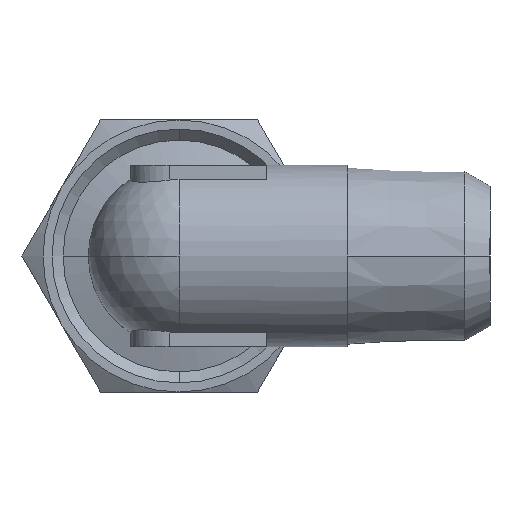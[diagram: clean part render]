
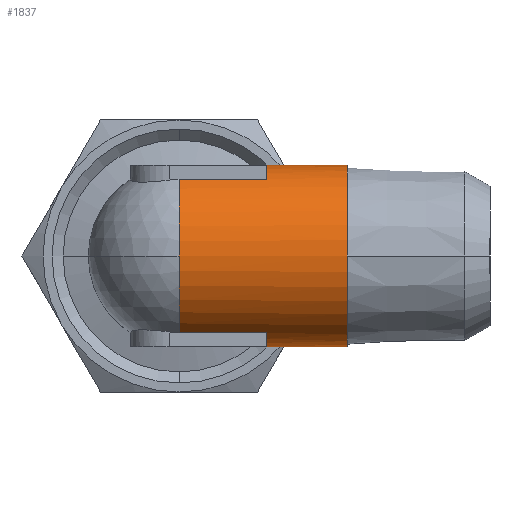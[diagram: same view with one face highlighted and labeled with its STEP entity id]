
A CAD part, left-side view. The second image highlights one B-rep face of the part: STEP entity #1837.
In plain terms, the highlighted cylindrical face has radius 7 mm (diameter 14 mm), a partial arc.
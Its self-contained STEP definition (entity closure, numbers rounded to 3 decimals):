
#8 = CARTESIAN_POINT ( 'NONE',  ( -3.75, 0., -5.911 ) ) ;
#28 = DIRECTION ( 'NONE',  ( 0., -1., 0. ) ) ;
#29 = CARTESIAN_POINT ( 'NONE',  ( 0., 14., 0. ) ) ;
#30 = DIRECTION ( 'NONE',  ( 0., 1., 0. ) ) ;
#31 = DIRECTION ( 'NONE',  ( 1., 0., 0. ) ) ;
#32 = CARTESIAN_POINT ( 'NONE',  ( -3.75, 0., 5.911 ) ) ;
#33 = DIRECTION ( 'NONE',  ( 0., 1., 0. ) ) ;
#34 = CARTESIAN_POINT ( 'NONE',  ( 0., 20.25, 0. ) ) ;
#35 = DIRECTION ( 'NONE',  ( 0., -1., 0. ) ) ;
#36 = DIRECTION ( 'NONE',  ( 0., 0., 1. ) ) ;
#37 = CARTESIAN_POINT ( 'NONE',  ( 0., 27., 0. ) ) ;
#38 = DIRECTION ( 'NONE',  ( 0., -1., 0. ) ) ;
#39 = DIRECTION ( 'NONE',  ( 0., 0., -1. ) ) ;
#40 = CARTESIAN_POINT ( 'NONE',  ( 0., 20.25, 0. ) ) ;
#41 = DIRECTION ( 'NONE',  ( 0., -1., 0. ) ) ;
#42 = DIRECTION ( 'NONE',  ( 0., 0., 1. ) ) ;
#78 = AXIS2_PLACEMENT_3D ( 'NONE', #1779, #1780, #1781 ) ;
#109 = AXIS2_PLACEMENT_3D ( 'NONE', #2017, #2018, #2016 ) ;
#520 = ORIENTED_EDGE ( 'NONE', *, *, #1450, .F. ) ;
#521 = ORIENTED_EDGE ( 'NONE', *, *, #1436, .T. ) ;
#522 = ORIENTED_EDGE ( 'NONE', *, *, #1435, .T. ) ;
#523 = ORIENTED_EDGE ( 'NONE', *, *, #1434, .T. ) ;
#524 = ORIENTED_EDGE ( 'NONE', *, *, #1457, .T. ) ;
#525 = ORIENTED_EDGE ( 'NONE', *, *, #1433, .T. ) ;
#526 = ORIENTED_EDGE ( 'NONE', *, *, #1432, .T. ) ;
#527 = ORIENTED_EDGE ( 'NONE', *, *, #1448, .T. ) ;
#528 = ORIENTED_EDGE ( 'NONE', *, *, #1431, .T. ) ;
#837 = CIRCLE ( 'NONE', #1573, 7. ) ;
#843 = CIRCLE ( 'NONE', #1574, 7. ) ;
#846 = LINE ( 'NONE', #8, #848 ) ;
#847 = CIRCLE ( 'NONE', #1575, 7. ) ;
#848 = VECTOR ( 'NONE', #28, 1000. ) ;
#849 = LINE ( 'NONE', #32, #852 ) ;
#850 = CIRCLE ( 'NONE', #1576, 7. ) ;
#852 = VECTOR ( 'NONE', #33, 1000. ) ;
#869 = LINE ( 'NONE', #1730, #871 ) ;
#871 = VECTOR ( 'NONE', #1731, 1000. ) ;
#872 = LINE ( 'NONE', #1736, #874 ) ;
#874 = VECTOR ( 'NONE', #1737, 1000. ) ;
#879 = CIRCLE ( 'NONE', #78, 7. ) ;
#971 = CYLINDRICAL_SURFACE ( 'NONE', #109, 7. ) ;
#972 = FACE_OUTER_BOUND ( 'NONE', #1189, .T. ) ;
#1052 = CARTESIAN_POINT ( 'NONE',  ( -3.75, 27., 5.911 ) ) ;
#1065 = CARTESIAN_POINT ( 'NONE',  ( 0., 14., -7. ) ) ;
#1066 = CARTESIAN_POINT ( 'NONE',  ( 0., 14., 7. ) ) ;
#1067 = CARTESIAN_POINT ( 'NONE',  ( -3.75, 20.25, 5.911 ) ) ;
#1073 = CARTESIAN_POINT ( 'NONE',  ( 0., 20.25, 7. ) ) ;
#1078 = CARTESIAN_POINT ( 'NONE',  ( -3.75, 20.25, -5.911 ) ) ;
#1079 = CARTESIAN_POINT ( 'NONE',  ( -7., 27., 0. ) ) ;
#1088 = CARTESIAN_POINT ( 'NONE',  ( -3.75, 27., -5.911 ) ) ;
#1093 = VERTEX_POINT ( 'NONE', #1052 ) ;
#1099 = VERTEX_POINT ( 'NONE', #1065 ) ;
#1100 = VERTEX_POINT ( 'NONE', #1066 ) ;
#1101 = VERTEX_POINT ( 'NONE', #1067 ) ;
#1107 = VERTEX_POINT ( 'NONE', #1073 ) ;
#1112 = VERTEX_POINT ( 'NONE', #1078 ) ;
#1113 = VERTEX_POINT ( 'NONE', #1079 ) ;
#1189 = EDGE_LOOP ( 'NONE', ( #520, #521, #522, #523, #524, #525, #526, #527, #528 ) ) ;
#1204 = VERTEX_POINT ( 'NONE', #1088 ) ;
#1214 = VERTEX_POINT ( 'NONE', #2118 ) ;
#1431 = EDGE_CURVE ( 'NONE', #1099, #1100, #837, .T. ) ;
#1432 = EDGE_CURVE ( 'NONE', #1112, #1214, #843, .T. ) ;
#1433 = EDGE_CURVE ( 'NONE', #1204, #1112, #846, .T. ) ;
#1434 = EDGE_CURVE ( 'NONE', #1093, #1113, #847, .T. ) ;
#1435 = EDGE_CURVE ( 'NONE', #1101, #1093, #849, .T. ) ;
#1436 = EDGE_CURVE ( 'NONE', #1107, #1101, #850, .T. ) ;
#1448 = EDGE_CURVE ( 'NONE', #1214, #1099, #869, .T. ) ;
#1450 = EDGE_CURVE ( 'NONE', #1107, #1100, #872, .T. ) ;
#1457 = EDGE_CURVE ( 'NONE', #1113, #1204, #879, .T. ) ;
#1573 = AXIS2_PLACEMENT_3D ( 'NONE', #29, #30, #31 ) ;
#1574 = AXIS2_PLACEMENT_3D ( 'NONE', #34, #35, #36 ) ;
#1575 = AXIS2_PLACEMENT_3D ( 'NONE', #37, #38, #39 ) ;
#1576 = AXIS2_PLACEMENT_3D ( 'NONE', #40, #41, #42 ) ;
#1730 = CARTESIAN_POINT ( 'NONE',  ( 0., 0., -7. ) ) ;
#1731 = DIRECTION ( 'NONE',  ( 0., -1., 0. ) ) ;
#1736 = CARTESIAN_POINT ( 'NONE',  ( 0., 0., 7. ) ) ;
#1737 = DIRECTION ( 'NONE',  ( 0., -1., 0. ) ) ;
#1779 = CARTESIAN_POINT ( 'NONE',  ( 0., 27., 0. ) ) ;
#1780 = DIRECTION ( 'NONE',  ( 0., -1., 0. ) ) ;
#1781 = DIRECTION ( 'NONE',  ( 0., 0., -1. ) ) ;
#1837 = ADVANCED_FACE ( 'NONE', ( #972 ), #971, .T. ) ;
#2016 = DIRECTION ( 'NONE',  ( 0., 0., -1. ) ) ;
#2017 = CARTESIAN_POINT ( 'NONE',  ( 0., 0., 0. ) ) ;
#2018 = DIRECTION ( 'NONE',  ( 0., -1., 0. ) ) ;
#2118 = CARTESIAN_POINT ( 'NONE',  ( 0., 20.25, -7. ) ) ;
